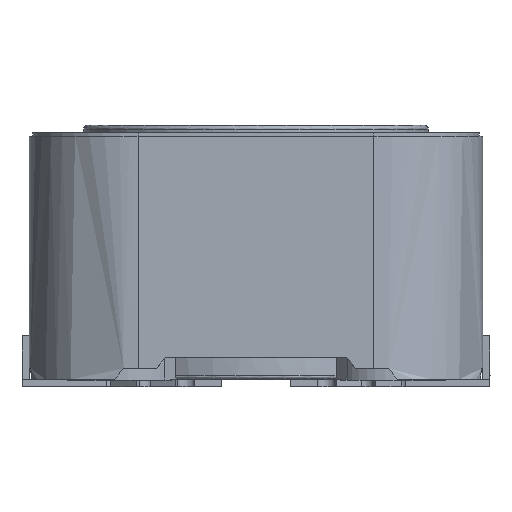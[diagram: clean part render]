
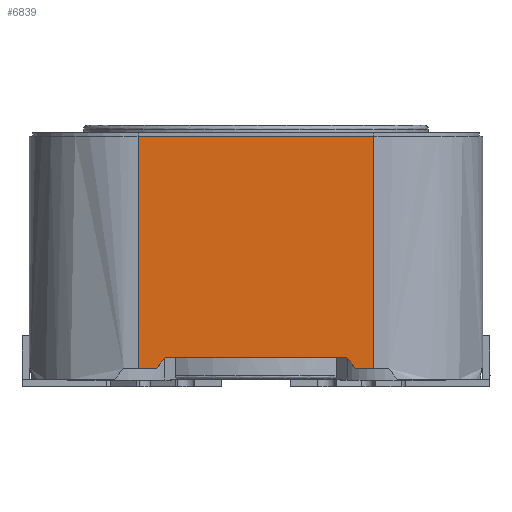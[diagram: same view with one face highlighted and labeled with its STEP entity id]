
A CAD part, left-side view. The second image highlights one B-rep face of the part: STEP entity #6839.
In plain terms, the highlighted free-form (B-spline) face has degree [1, 1] with [2, 2] control points.
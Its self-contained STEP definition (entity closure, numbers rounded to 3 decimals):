
#6759=CARTESIAN_POINT('',(-6.25,3.25,0.3));
#6760=VERTEX_POINT('',#6759);
#6767=CARTESIAN_POINT('',(-6.25,3.25,6.7));
#6768=VERTEX_POINT('',#6767);
#6769=CARTESIAN_POINT('',(-6.25,3.25,0.3));
#6770=CARTESIAN_POINT('',(-6.25,3.25,6.7));
#6771=B_SPLINE_CURVE_WITH_KNOTS('',1,(#6769,#6770),.POLYLINE_FORM.,.F.,.U.,(2,2),(0.044,0.985),.UNSPECIFIED.);
#6772=EDGE_CURVE('',#6760,#6768,#6771,.T.);
#6784=CARTESIAN_POINT('',(-6.25,3.25,0.));
#6785=CARTESIAN_POINT('',(-6.25,3.25,6.8));
#6786=CARTESIAN_POINT('',(-6.25,-3.25,0.));
#6787=CARTESIAN_POINT('',(-6.25,-3.25,6.8));
#6788=B_SPLINE_SURFACE_WITH_KNOTS('',1,1,((#6784,#6785),(#6786,#6787)),.PLANE_SURF.,.F.,.F.,.U.,(2,2),(2,2),(0.,1.),(0.,1.),.UNSPECIFIED.);
#6789=CARTESIAN_POINT('',(-6.25,2.75,0.3));
#6790=VERTEX_POINT('',#6789);
#6791=CARTESIAN_POINT('',(-6.25,2.75,0.3));
#6792=CARTESIAN_POINT('',(-6.25,3.25,0.3));
#6793=B_SPLINE_CURVE_WITH_KNOTS('',1,(#6791,#6792),.POLYLINE_FORM.,.F.,.U.,(2,2),(0.781,0.836),.UNSPECIFIED.);
#6794=EDGE_CURVE('',#6790,#6760,#6793,.T.);
#6795=ORIENTED_EDGE('',*,*,#6794,.F.);
#6796=CARTESIAN_POINT('',(-6.25,2.5,0.6));
#6797=VERTEX_POINT('',#6796);
#6798=CARTESIAN_POINT('',(-6.25,2.5,0.6));
#6799=CARTESIAN_POINT('',(-6.25,2.75,0.3));
#6800=B_SPLINE_CURVE_WITH_KNOTS('',1,(#6798,#6799),.POLYLINE_FORM.,.F.,.U.,(2,2),(0.849,0.886),.UNSPECIFIED.);
#6801=EDGE_CURVE('',#6797,#6790,#6800,.T.);
#6802=ORIENTED_EDGE('',*,*,#6801,.F.);
#6803=CARTESIAN_POINT('',(-6.25,-2.5,0.6));
#6804=VERTEX_POINT('',#6803);
#6805=CARTESIAN_POINT('',(-6.25,-2.5,0.6));
#6806=CARTESIAN_POINT('',(-6.25,2.5,0.6));
#6807=B_SPLINE_CURVE_WITH_KNOTS('',1,(#6805,#6806),.POLYLINE_FORM.,.F.,.U.,(2,2),(0.227,0.773),.UNSPECIFIED.);
#6808=EDGE_CURVE('',#6804,#6797,#6807,.T.);
#6809=ORIENTED_EDGE('',*,*,#6808,.F.);
#6810=CARTESIAN_POINT('',(-6.25,-2.75,0.3));
#6811=VERTEX_POINT('',#6810);
#6812=CARTESIAN_POINT('',(-6.25,-2.75,0.3));
#6813=CARTESIAN_POINT('',(-6.25,-2.5,0.6));
#6814=B_SPLINE_CURVE_WITH_KNOTS('',1,(#6812,#6813),.POLYLINE_FORM.,.F.,.U.,(2,2),(0.114,0.151),.UNSPECIFIED.);
#6815=EDGE_CURVE('',#6811,#6804,#6814,.T.);
#6816=ORIENTED_EDGE('',*,*,#6815,.F.);
#6817=CARTESIAN_POINT('',(-6.25,-3.25,0.3));
#6818=VERTEX_POINT('',#6817);
#6819=CARTESIAN_POINT('',(-6.25,-3.25,0.3));
#6820=CARTESIAN_POINT('',(-6.25,-2.75,0.3));
#6821=B_SPLINE_CURVE_WITH_KNOTS('',1,(#6819,#6820),.POLYLINE_FORM.,.F.,.U.,(2,2),(0.164,0.219),.UNSPECIFIED.);
#6822=EDGE_CURVE('',#6818,#6811,#6821,.T.);
#6823=ORIENTED_EDGE('',*,*,#6822,.F.);
#6824=CARTESIAN_POINT('',(-6.25,-3.25,6.7));
#6825=VERTEX_POINT('',#6824);
#6826=CARTESIAN_POINT('',(-6.25,-3.25,0.3));
#6827=CARTESIAN_POINT('',(-6.25,-3.25,6.7));
#6828=B_SPLINE_CURVE_WITH_KNOTS('',1,(#6826,#6827),.POLYLINE_FORM.,.F.,.U.,(2,2),(0.044,0.985),.UNSPECIFIED.);
#6829=EDGE_CURVE('',#6818,#6825,#6828,.T.);
#6830=ORIENTED_EDGE('',*,*,#6829,.T.);
#6831=CARTESIAN_POINT('',(-6.25,3.25,6.7));
#6832=CARTESIAN_POINT('',(-6.25,-3.25,6.7));
#6833=B_SPLINE_CURVE_WITH_KNOTS('',1,(#6831,#6832),.POLYLINE_FORM.,.F.,.U.,(2,2),(0.,1.),.UNSPECIFIED.);
#6834=EDGE_CURVE('',#6768,#6825,#6833,.T.);
#6835=ORIENTED_EDGE('',*,*,#6834,.F.);
#6836=ORIENTED_EDGE('',*,*,#6772,.F.);
#6837=EDGE_LOOP('',(#6795,#6802,#6809,#6816,#6823,#6830,#6835,#6836));
#6838=FACE_OUTER_BOUND('',#6837,.T.);
#6839=ADVANCED_FACE('',(#6838),#6788,.T.);
